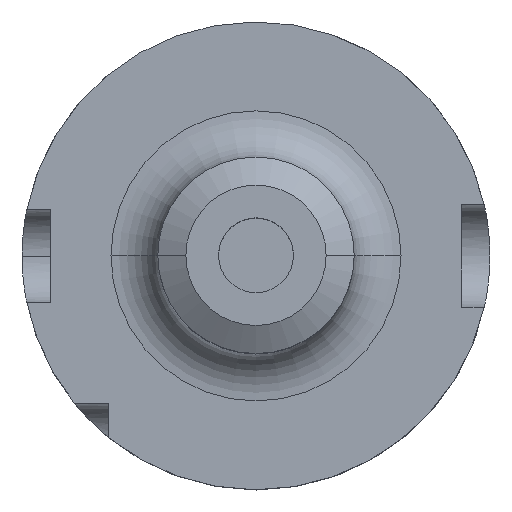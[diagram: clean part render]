
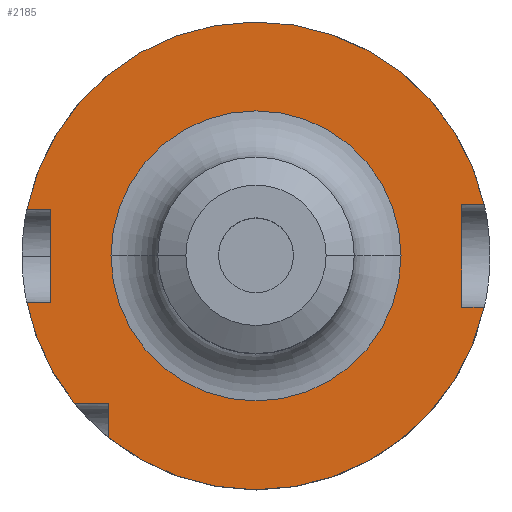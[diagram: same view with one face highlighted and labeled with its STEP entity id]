
A CAD part, top view. The second image highlights one B-rep face of the part: STEP entity #2185.
In plain terms, the highlighted planar face has unit normal (0, 0, 1).
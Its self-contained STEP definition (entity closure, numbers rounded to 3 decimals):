
#9 = CARTESIAN_POINT ( 'NONE',  ( -44., 10., 29. ) ) ;
#32 = CARTESIAN_POINT ( 'NONE',  ( -48.99, 10., 29. ) ) ;
#35 = CIRCLE ( 'NONE', #2345, 31. ) ;
#49 = DIRECTION ( 'NONE',  ( 1., 0., 0. ) ) ;
#50 = ORIENTED_EDGE ( 'NONE', *, *, #1207, .F. ) ;
#61 = DIRECTION ( 'NONE',  ( 0., -1., 0. ) ) ;
#65 = AXIS2_PLACEMENT_3D ( 'NONE', #2351, #1094, #2580 ) ;
#136 = CIRCLE ( 'NONE', #65, 50. ) ;
#147 = DIRECTION ( 'NONE',  ( 0., 0., -1. ) ) ;
#164 = FACE_BOUND ( 'NONE', #1268, .T. ) ;
#183 = VERTEX_POINT ( 'NONE', #1100 ) ;
#249 = DIRECTION ( 'NONE',  ( 0., 0., -1. ) ) ;
#256 = EDGE_CURVE ( 'NONE', #2034, #880, #1536, .T. ) ;
#257 = VERTEX_POINT ( 'NONE', #1444 ) ;
#261 = VERTEX_POINT ( 'NONE', #1861 ) ;
#267 = CARTESIAN_POINT ( 'NONE',  ( 44., 11., 29. ) ) ;
#312 = VECTOR ( 'NONE', #1261, 1000. ) ;
#329 = VERTEX_POINT ( 'NONE', #32 ) ;
#371 = EDGE_CURVE ( 'NONE', #257, #428, #761, .T. ) ;
#404 = DIRECTION ( 'NONE',  ( -1., 0., 0. ) ) ;
#422 = DIRECTION ( 'NONE',  ( 1., 0., 0. ) ) ;
#428 = VERTEX_POINT ( 'NONE', #469 ) ;
#469 = CARTESIAN_POINT ( 'NONE',  ( -48.99, -10., 29. ) ) ;
#472 = CARTESIAN_POINT ( 'NONE',  ( 0., 0., 29. ) ) ;
#488 = EDGE_CURVE ( 'NONE', #2198, #2748, #2666, .T. ) ;
#508 = EDGE_CURVE ( 'NONE', #261, #735, #948, .T. ) ;
#580 = ORIENTED_EDGE ( 'NONE', *, *, #256, .T. ) ;
#604 = VECTOR ( 'NONE', #61, 1000. ) ;
#653 = VECTOR ( 'NONE', #678, 1000. ) ;
#667 = AXIS2_PLACEMENT_3D ( 'NONE', #1119, #2382, #904 ) ;
#678 = DIRECTION ( 'NONE',  ( 0., 1., 0. ) ) ;
#682 = ORIENTED_EDGE ( 'NONE', *, *, #2118, .F. ) ;
#735 = VERTEX_POINT ( 'NONE', #1886 ) ;
#761 = CIRCLE ( 'NONE', #1995, 50. ) ;
#773 = EDGE_CURVE ( 'NONE', #2304, #257, #1562, .T. ) ;
#880 = VERTEX_POINT ( 'NONE', #1285 ) ;
#895 = LINE ( 'NONE', #1269, #2594 ) ;
#904 = DIRECTION ( 'NONE',  ( 1., 0., 0. ) ) ;
#910 = CARTESIAN_POINT ( 'NONE',  ( 0., 11., 29. ) ) ;
#924 = VECTOR ( 'NONE', #422, 1000. ) ;
#943 = DIRECTION ( 'NONE',  ( 0., 0., -1. ) ) ;
#948 = CIRCLE ( 'NONE', #667, 31. ) ;
#949 = EDGE_CURVE ( 'NONE', #1347, #183, #1164, .T. ) ;
#1033 = VECTOR ( 'NONE', #2390, 1000. ) ;
#1092 = ORIENTED_EDGE ( 'NONE', *, *, #949, .T. ) ;
#1094 = DIRECTION ( 'NONE',  ( 0., 0., -1. ) ) ;
#1100 = CARTESIAN_POINT ( 'NONE',  ( -44., -10., 29. ) ) ;
#1119 = CARTESIAN_POINT ( 'NONE',  ( 0., 0., 29. ) ) ;
#1164 = LINE ( 'NONE', #1323, #604 ) ;
#1165 = CARTESIAN_POINT ( 'NONE',  ( 48.775, 11., 29. ) ) ;
#1207 = EDGE_CURVE ( 'NONE', #329, #2748, #136, .T. ) ;
#1213 = ORIENTED_EDGE ( 'NONE', *, *, #371, .F. ) ;
#1242 = CARTESIAN_POINT ( 'NONE',  ( 48.775, -11., 29. ) ) ;
#1261 = DIRECTION ( 'NONE',  ( -1., 0., 0. ) ) ;
#1268 = EDGE_LOOP ( 'NONE', ( #2617, #1747 ) ) ;
#1269 = CARTESIAN_POINT ( 'NONE',  ( 44., -11., 29. ) ) ;
#1283 = FACE_OUTER_BOUND ( 'NONE', #1544, .T. ) ;
#1285 = CARTESIAN_POINT ( 'NONE',  ( 44., -11., 29. ) ) ;
#1289 = VERTEX_POINT ( 'NONE', #1320 ) ;
#1292 = DIRECTION ( 'NONE',  ( -1., 0., 0. ) ) ;
#1310 = DIRECTION ( 'NONE',  ( 0., 0., 1. ) ) ;
#1320 = CARTESIAN_POINT ( 'NONE',  ( -31.5, -38.83, 29. ) ) ;
#1323 = CARTESIAN_POINT ( 'NONE',  ( -44., 10., 29. ) ) ;
#1347 = VERTEX_POINT ( 'NONE', #9 ) ;
#1360 = AXIS2_PLACEMENT_3D ( 'NONE', #472, #1310, #49 ) ;
#1409 = CARTESIAN_POINT ( 'NONE',  ( 0., 0., 29. ) ) ;
#1416 = LINE ( 'NONE', #2343, #2481 ) ;
#1444 = CARTESIAN_POINT ( 'NONE',  ( -38.83, -31.5, 29. ) ) ;
#1521 = CARTESIAN_POINT ( 'NONE',  ( -31.5, 0., 29. ) ) ;
#1536 = LINE ( 'NONE', #1662, #1606 ) ;
#1544 = EDGE_LOOP ( 'NONE', ( #1914, #2231, #2336, #580, #2168, #2271, #50, #682, #1092, #1575, #1213 ) ) ;
#1562 = LINE ( 'NONE', #2102, #312 ) ;
#1575 = ORIENTED_EDGE ( 'NONE', *, *, #2070, .F. ) ;
#1606 = VECTOR ( 'NONE', #404, 1000. ) ;
#1629 = DIRECTION ( 'NONE',  ( -1., 0., 0. ) ) ;
#1662 = CARTESIAN_POINT ( 'NONE',  ( 0., -11., 29. ) ) ;
#1677 = CIRCLE ( 'NONE', #2302, 50. ) ;
#1718 = PLANE ( 'NONE',  #1360 ) ;
#1725 = DIRECTION ( 'NONE',  ( -1., 0., 0. ) ) ;
#1747 = ORIENTED_EDGE ( 'NONE', *, *, #2252, .T. ) ;
#1804 = EDGE_CURVE ( 'NONE', #2198, #880, #895, .T. ) ;
#1861 = CARTESIAN_POINT ( 'NONE',  ( 31., 0., 29. ) ) ;
#1886 = CARTESIAN_POINT ( 'NONE',  ( -31., 0., 29. ) ) ;
#1906 = LINE ( 'NONE', #1521, #653 ) ;
#1914 = ORIENTED_EDGE ( 'NONE', *, *, #773, .F. ) ;
#1995 = AXIS2_PLACEMENT_3D ( 'NONE', #2144, #249, #1725 ) ;
#2034 = VERTEX_POINT ( 'NONE', #1242 ) ;
#2070 = EDGE_CURVE ( 'NONE', #428, #183, #2624, .T. ) ;
#2102 = CARTESIAN_POINT ( 'NONE',  ( 0., -31.5, 29. ) ) ;
#2118 = EDGE_CURVE ( 'NONE', #1347, #329, #1416, .T. ) ;
#2144 = CARTESIAN_POINT ( 'NONE',  ( 0., 0., 29. ) ) ;
#2168 = ORIENTED_EDGE ( 'NONE', *, *, #1804, .F. ) ;
#2185 = ADVANCED_FACE ( 'NONE', ( #164, #1283 ), #1718, .T. ) ;
#2195 = EDGE_CURVE ( 'NONE', #1289, #2304, #1906, .T. ) ;
#2198 = VERTEX_POINT ( 'NONE', #267 ) ;
#2203 = CARTESIAN_POINT ( 'NONE',  ( 0., 0., 29. ) ) ;
#2221 = CARTESIAN_POINT ( 'NONE',  ( -31.5, -31.5, 29. ) ) ;
#2231 = ORIENTED_EDGE ( 'NONE', *, *, #2195, .F. ) ;
#2252 = EDGE_CURVE ( 'NONE', #735, #261, #35, .T. ) ;
#2271 = ORIENTED_EDGE ( 'NONE', *, *, #488, .T. ) ;
#2296 = CARTESIAN_POINT ( 'NONE',  ( 0., -10., 29. ) ) ;
#2302 = AXIS2_PLACEMENT_3D ( 'NONE', #1409, #147, #1629 ) ;
#2304 = VERTEX_POINT ( 'NONE', #2221 ) ;
#2336 = ORIENTED_EDGE ( 'NONE', *, *, #2587, .F. ) ;
#2343 = CARTESIAN_POINT ( 'NONE',  ( 0., 10., 29. ) ) ;
#2345 = AXIS2_PLACEMENT_3D ( 'NONE', #2203, #943, #2425 ) ;
#2351 = CARTESIAN_POINT ( 'NONE',  ( 0., 0., 29. ) ) ;
#2382 = DIRECTION ( 'NONE',  ( 0., 0., -1. ) ) ;
#2390 = DIRECTION ( 'NONE',  ( 1., 0., 0. ) ) ;
#2425 = DIRECTION ( 'NONE',  ( 1., 0., 0. ) ) ;
#2481 = VECTOR ( 'NONE', #1292, 1000. ) ;
#2553 = DIRECTION ( 'NONE',  ( 0., -1., 0. ) ) ;
#2580 = DIRECTION ( 'NONE',  ( -1., 0., 0. ) ) ;
#2587 = EDGE_CURVE ( 'NONE', #2034, #1289, #1677, .T. ) ;
#2594 = VECTOR ( 'NONE', #2553, 1000. ) ;
#2617 = ORIENTED_EDGE ( 'NONE', *, *, #508, .T. ) ;
#2624 = LINE ( 'NONE', #2296, #924 ) ;
#2666 = LINE ( 'NONE', #910, #1033 ) ;
#2748 = VERTEX_POINT ( 'NONE', #1165 ) ;
